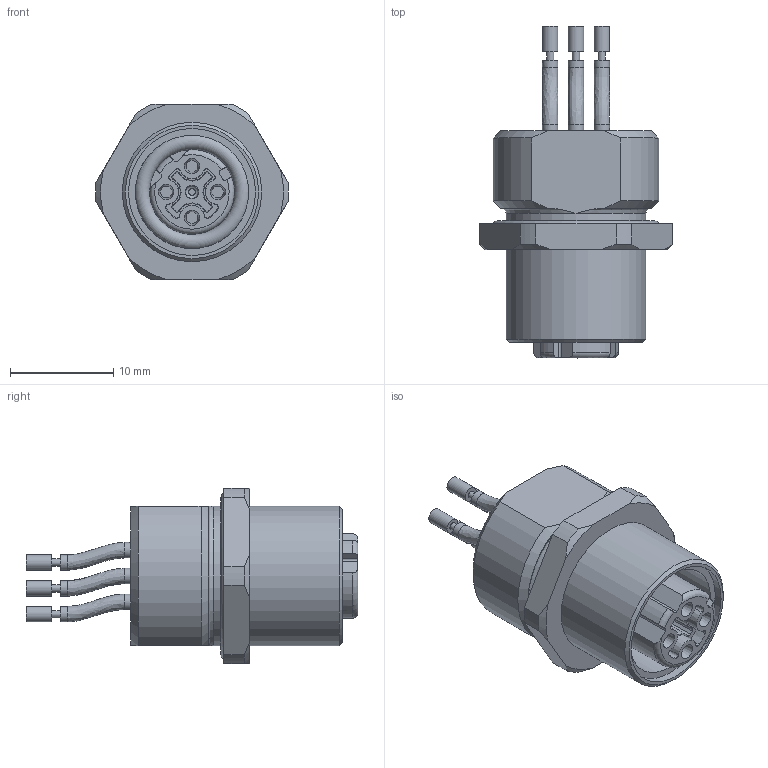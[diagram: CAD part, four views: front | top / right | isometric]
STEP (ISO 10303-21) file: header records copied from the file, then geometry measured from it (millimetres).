
FILE_DESCRIPTION(/* description */ (''),/* implementation_level */ '2;1');
FILE_NAME(/* name */ 'IE-FVM12KUD4-m_M16_stp.stp',/* time_stamp */ '2016-11-16T11:48:04+01:00',/* author */ (''),/* organization */ (''),/* preprocessor_version */ 'ST-DEVELOPER v16',/* originating_system */ 'SIEMENS PLM Software NX 10.0',/* authorisation */ '');
FILE_SCHEMA (('AUTOMOTIVE_DESIGN { 1 0 10303 214 3 1 1 1 }'));
Length unit declared in the file: millimetre
Products named in the file (1): IE-FVM12KUD4-m_M16_stp
Bounding box: 18.69 x 32.15 x 17 mm (x, y, z)
Volume: 3290.1 mm3; surface area: 2351.4 mm2
Topology: 1 solids, 1 shells, 145 faces, 361 edges, 241 vertices
Faces by surface type: cone 49, plane 45, cylinder 39, torus 8, bspline 4
Full cylindrical faces by diameter (mm): 0.7 x4, 1.15 x4, 1.5 x12, 10.985 x1, 12.3 x1, 13.5 x2
Entity records: 4396 total; most frequent: CARTESIAN_POINT 1120, DIRECTION 720, ORIENTED_EDGE 602, AXIS2_PLACEMENT_3D 313, EDGE_CURVE 301, VERTEX_POINT 219, EDGE_LOOP 206, CIRCLE 171
